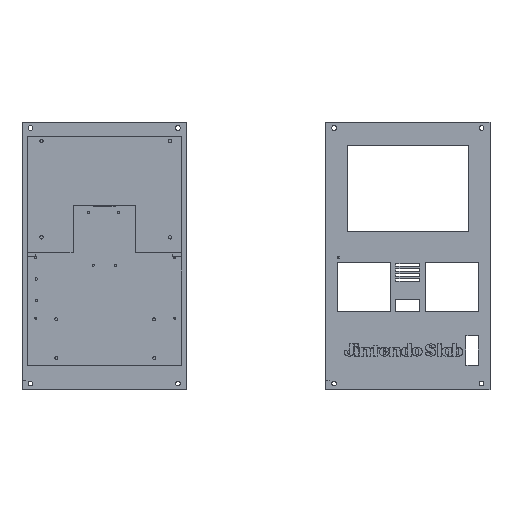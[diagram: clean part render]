
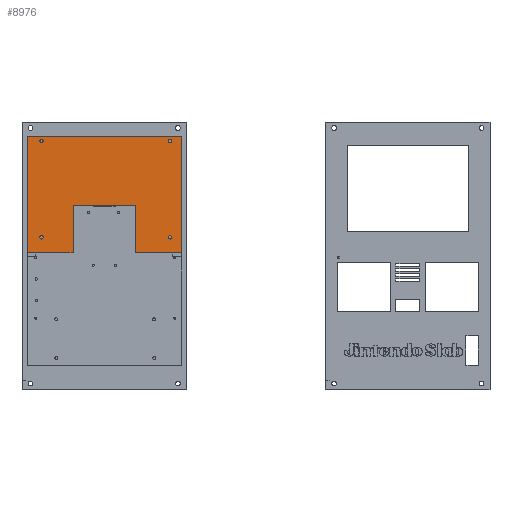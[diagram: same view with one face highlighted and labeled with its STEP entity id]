
A CAD part, top view. The second image highlights one B-rep face of the part: STEP entity #8976.
In plain terms, the highlighted planar face has unit normal (0, 0, 1).
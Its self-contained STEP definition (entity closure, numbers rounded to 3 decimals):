
#472=CIRCLE('',#9486,1.);
#473=CIRCLE('',#9488,1.);
#474=CIRCLE('',#9490,1.);
#475=CIRCLE('',#9492,1.);
#548=FACE_BOUND('',#1157,.T.);
#549=FACE_BOUND('',#1158,.T.);
#550=FACE_BOUND('',#1159,.T.);
#551=FACE_BOUND('',#1160,.T.);
#649=FACE_OUTER_BOUND('',#1156,.T.);
#1156=EDGE_LOOP('',(#6137,#6138,#6139,#6140,#6141,#6142,#6143,#6144,#6145));
#1157=EDGE_LOOP('',(#6146));
#1158=EDGE_LOOP('',(#6147));
#1159=EDGE_LOOP('',(#6148));
#1160=EDGE_LOOP('',(#6149));
#1785=LINE('',#12081,#2802);
#1788=LINE('',#12087,#2805);
#1789=LINE('',#12089,#2806);
#1790=LINE('',#12090,#2807);
#1791=LINE('',#12092,#2808);
#1792=LINE('',#12094,#2809);
#1793=LINE('',#12096,#2810);
#1794=LINE('',#12098,#2811);
#1795=LINE('',#12099,#2812);
#2802=VECTOR('',#10127,10.);
#2805=VECTOR('',#10132,10.);
#2806=VECTOR('',#10133,10.);
#2807=VECTOR('',#10134,10.);
#2808=VECTOR('',#10135,10.);
#2809=VECTOR('',#10136,10.);
#2810=VECTOR('',#10137,10.);
#2811=VECTOR('',#10138,10.);
#2812=VECTOR('',#10139,10.);
#3761=VERTEX_POINT('',#11967);
#3762=VERTEX_POINT('',#11971);
#3763=VERTEX_POINT('',#11975);
#3764=VERTEX_POINT('',#11979);
#3801=VERTEX_POINT('',#12079);
#3802=VERTEX_POINT('',#12080);
#3803=VERTEX_POINT('',#12085);
#3804=VERTEX_POINT('',#12086);
#3805=VERTEX_POINT('',#12088);
#3806=VERTEX_POINT('',#12091);
#3807=VERTEX_POINT('',#12093);
#3808=VERTEX_POINT('',#12095);
#3809=VERTEX_POINT('',#12097);
#4636=EDGE_CURVE('',#3761,#3761,#472,.T.);
#4639=EDGE_CURVE('',#3762,#3762,#473,.T.);
#4641=EDGE_CURVE('',#3763,#3763,#474,.T.);
#4642=EDGE_CURVE('',#3764,#3764,#475,.T.);
#4693=EDGE_CURVE('',#3801,#3802,#1785,.T.);
#4696=EDGE_CURVE('',#3803,#3804,#1788,.T.);
#4697=EDGE_CURVE('',#3805,#3803,#1789,.T.);
#4698=EDGE_CURVE('',#3802,#3805,#1790,.T.);
#4699=EDGE_CURVE('',#3806,#3801,#1791,.T.);
#4700=EDGE_CURVE('',#3807,#3806,#1792,.T.);
#4701=EDGE_CURVE('',#3807,#3808,#1793,.T.);
#4702=EDGE_CURVE('',#3809,#3808,#1794,.T.);
#4703=EDGE_CURVE('',#3804,#3809,#1795,.T.);
#6137=ORIENTED_EDGE('',*,*,#4696,.F.);
#6138=ORIENTED_EDGE('',*,*,#4697,.F.);
#6139=ORIENTED_EDGE('',*,*,#4698,.F.);
#6140=ORIENTED_EDGE('',*,*,#4693,.F.);
#6141=ORIENTED_EDGE('',*,*,#4699,.F.);
#6142=ORIENTED_EDGE('',*,*,#4700,.F.);
#6143=ORIENTED_EDGE('',*,*,#4701,.T.);
#6144=ORIENTED_EDGE('',*,*,#4702,.F.);
#6145=ORIENTED_EDGE('',*,*,#4703,.F.);
#6146=ORIENTED_EDGE('',*,*,#4642,.F.);
#6147=ORIENTED_EDGE('',*,*,#4641,.F.);
#6148=ORIENTED_EDGE('',*,*,#4639,.F.);
#6149=ORIENTED_EDGE('',*,*,#4636,.F.);
#8636=PLANE('',#9505);
#8976=ADVANCED_FACE('',(#649,#548,#549,#550,#551),#8636,.T.);
#9486=AXIS2_PLACEMENT_3D('',#11968,#10036,#10037);
#9488=AXIS2_PLACEMENT_3D('',#11973,#10042,#10043);
#9490=AXIS2_PLACEMENT_3D('',#11977,#10047,#10048);
#9492=AXIS2_PLACEMENT_3D('',#11980,#10051,#10052);
#9505=AXIS2_PLACEMENT_3D('',#12084,#10130,#10131);
#10036=DIRECTION('center_axis',(0.,0.,1.));
#10037=DIRECTION('ref_axis',(1.,0.,0.));
#10042=DIRECTION('center_axis',(0.,0.,1.));
#10043=DIRECTION('ref_axis',(1.,0.,0.));
#10047=DIRECTION('center_axis',(0.,0.,1.));
#10048=DIRECTION('ref_axis',(1.,0.,0.));
#10051=DIRECTION('center_axis',(0.,0.,1.));
#10052=DIRECTION('ref_axis',(1.,0.,0.));
#10127=DIRECTION('',(1.,0.,0.));
#10130=DIRECTION('center_axis',(0.,0.,1.));
#10131=DIRECTION('ref_axis',(1.,0.,0.));
#10132=DIRECTION('',(0.,1.,0.));
#10133=DIRECTION('',(-1.,0.,0.));
#10134=DIRECTION('',(0.,-1.,0.));
#10135=DIRECTION('',(0.,1.,0.));
#10136=DIRECTION('',(-1.,0.,0.));
#10137=DIRECTION('',(0.,1.,0.));
#10138=DIRECTION('',(0.,-1.,0.));
#10139=DIRECTION('',(-1.,0.,0.));
#11967=CARTESIAN_POINT('',(124.551,-19.207,0.5));
#11968=CARTESIAN_POINT('Origin',(125.551,-19.207,0.5));
#11971=CARTESIAN_POINT('',(124.551,-76.357,0.5));
#11973=CARTESIAN_POINT('Origin',(125.551,-76.357,0.5));
#11975=CARTESIAN_POINT('',(200.751,-76.357,0.5));
#11977=CARTESIAN_POINT('Origin',(201.751,-76.357,0.5));
#11979=CARTESIAN_POINT('',(200.751,-19.207,0.5));
#11980=CARTESIAN_POINT('Origin',(201.751,-19.207,0.5));
#12079=CARTESIAN_POINT('',(115.988,-15.554,0.5));
#12080=CARTESIAN_POINT('',(209.417,-15.554,0.5));
#12081=CARTESIAN_POINT('',(148.578,-15.554,0.5));
#12084=CARTESIAN_POINT('Origin',(162.703,-79.867,0.5));
#12085=CARTESIAN_POINT('',(181.167,-85.619,0.5));
#12086=CARTESIAN_POINT('',(181.167,-57.554,0.5));
#12087=CARTESIAN_POINT('',(181.167,-82.743,0.5));
#12088=CARTESIAN_POINT('',(209.417,-85.619,0.5));
#12089=CARTESIAN_POINT('',(138.346,-85.619,0.5));
#12090=CARTESIAN_POINT('',(209.417,-44.835,0.5));
#12091=CARTESIAN_POINT('',(115.988,-85.619,0.5));
#12092=CARTESIAN_POINT('',(115.988,-116.701,0.5));
#12093=CARTESIAN_POINT('',(144.238,-85.619,0.5));
#12094=CARTESIAN_POINT('',(138.346,-85.619,0.5));
#12095=CARTESIAN_POINT('',(144.238,-74.116,0.5));
#12096=CARTESIAN_POINT('',(144.238,-82.743,0.5));
#12097=CARTESIAN_POINT('',(144.238,-57.554,0.5));
#12098=CARTESIAN_POINT('',(144.238,-76.992,0.5));
#12099=CARTESIAN_POINT('',(181.167,-57.554,0.5));
